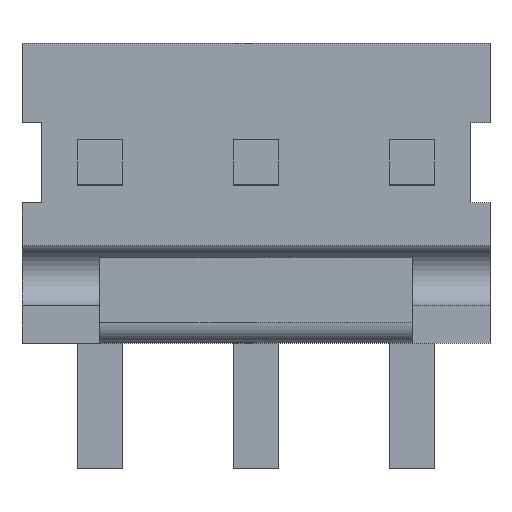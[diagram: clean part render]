
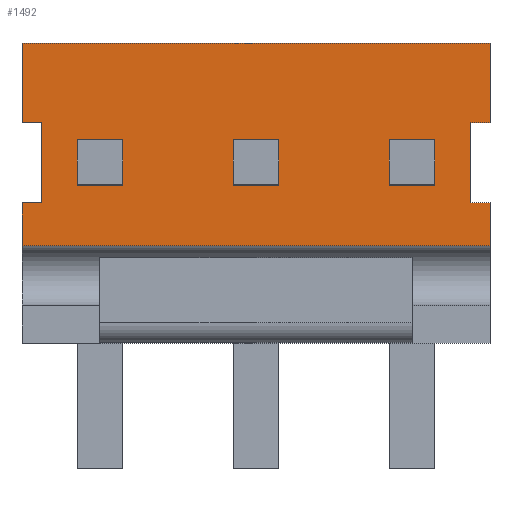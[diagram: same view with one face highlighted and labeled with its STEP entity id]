
A CAD part, top view. The second image highlights one B-rep face of the part: STEP entity #1492.
In plain terms, the highlighted planar face has unit normal (0, 0, 1).
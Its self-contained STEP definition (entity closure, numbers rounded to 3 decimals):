
#76=DIRECTION('',(0.,-1.,0.));
#77=VECTOR('',#76,1.092);
#78=CARTESIAN_POINT('',(-5.944,-1.016,0.));
#79=LINE('',#78,#77);
#133=DIRECTION('',(0.,-1.,0.));
#134=VECTOR('',#133,2.019);
#135=CARTESIAN_POINT('',(-5.944,3.035,0.));
#136=LINE('',#135,#134);
#323=DIRECTION('',(1.,0.,0.));
#324=VECTOR('',#323,0.508);
#325=CARTESIAN_POINT('',(-5.944,-1.016,0.));
#326=LINE('',#325,#324);
#327=DIRECTION('',(0.,1.,0.));
#328=VECTOR('',#327,2.032);
#329=CARTESIAN_POINT('',(-5.436,-1.016,0.));
#330=LINE('',#329,#328);
#331=DIRECTION('',(1.,0.,0.));
#332=VECTOR('',#331,0.508);
#333=CARTESIAN_POINT('',(-5.944,1.016,0.));
#334=LINE('',#333,#332);
#335=DIRECTION('',(1.,0.,0.));
#336=VECTOR('',#335,11.887);
#337=CARTESIAN_POINT('',(-5.944,3.035,0.));
#338=LINE('',#337,#336);
#339=DIRECTION('',(-1.,0.,0.));
#340=VECTOR('',#339,0.508);
#341=CARTESIAN_POINT('',(5.944,1.016,0.));
#342=LINE('',#341,#340);
#343=DIRECTION('',(0.,-1.,0.));
#344=VECTOR('',#343,2.032);
#345=CARTESIAN_POINT('',(5.436,1.016,0.));
#346=LINE('',#345,#344);
#347=DIRECTION('',(-1.,0.,0.));
#348=VECTOR('',#347,0.508);
#349=CARTESIAN_POINT('',(5.944,-1.016,0.));
#350=LINE('',#349,#348);
#351=DIRECTION('',(1.,0.,0.));
#352=VECTOR('',#351,11.887);
#353=CARTESIAN_POINT('',(-5.944,-2.108,0.));
#354=LINE('',#353,#352);
#355=DIRECTION('',(1.,0.,0.));
#356=VECTOR('',#355,1.143);
#357=CARTESIAN_POINT('',(-4.534,0.572,0.));
#358=LINE('',#357,#356);
#359=DIRECTION('',(0.,-1.,0.));
#360=VECTOR('',#359,1.143);
#361=CARTESIAN_POINT('',(-4.534,0.572,0.));
#362=LINE('',#361,#360);
#363=DIRECTION('',(-1.,0.,0.));
#364=VECTOR('',#363,1.143);
#365=CARTESIAN_POINT('',(-3.391,-0.572,0.));
#366=LINE('',#365,#364);
#367=DIRECTION('',(0.,-1.,0.));
#368=VECTOR('',#367,1.143);
#369=CARTESIAN_POINT('',(-3.391,0.572,0.));
#370=LINE('',#369,#368);
#371=DIRECTION('',(1.,0.,0.));
#372=VECTOR('',#371,1.143);
#373=CARTESIAN_POINT('',(-0.572,0.572,0.));
#374=LINE('',#373,#372);
#375=DIRECTION('',(0.,-1.,0.));
#376=VECTOR('',#375,1.143);
#377=CARTESIAN_POINT('',(-0.572,0.572,0.));
#378=LINE('',#377,#376);
#379=DIRECTION('',(-1.,0.,0.));
#380=VECTOR('',#379,1.143);
#381=CARTESIAN_POINT('',(0.572,-0.572,0.));
#382=LINE('',#381,#380);
#383=DIRECTION('',(0.,-1.,0.));
#384=VECTOR('',#383,1.143);
#385=CARTESIAN_POINT('',(0.572,0.572,0.));
#386=LINE('',#385,#384);
#387=DIRECTION('',(1.,0.,0.));
#388=VECTOR('',#387,1.143);
#389=CARTESIAN_POINT('',(3.391,0.572,0.));
#390=LINE('',#389,#388);
#391=DIRECTION('',(0.,1.,0.));
#392=VECTOR('',#391,1.143);
#393=CARTESIAN_POINT('',(3.391,-0.572,0.));
#394=LINE('',#393,#392);
#395=DIRECTION('',(-1.,0.,0.));
#396=VECTOR('',#395,1.143);
#397=CARTESIAN_POINT('',(4.534,-0.572,0.));
#398=LINE('',#397,#396);
#399=DIRECTION('',(0.,1.,0.));
#400=VECTOR('',#399,1.143);
#401=CARTESIAN_POINT('',(4.534,-0.572,0.));
#402=LINE('',#401,#400);
#427=DIRECTION('',(0.,-1.,0.));
#428=VECTOR('',#427,2.019);
#429=CARTESIAN_POINT('',(5.944,3.035,0.));
#430=LINE('',#429,#428);
#484=DIRECTION('',(0.,-1.,0.));
#485=VECTOR('',#484,1.092);
#486=CARTESIAN_POINT('',(5.944,-1.016,0.));
#487=LINE('',#486,#485);
#848=CARTESIAN_POINT('',(-5.944,3.035,0.));
#849=VERTEX_POINT('',#848);
#854=CARTESIAN_POINT('',(5.944,3.035,0.));
#855=VERTEX_POINT('',#854);
#936=CARTESIAN_POINT('',(-4.534,0.572,0.));
#937=CARTESIAN_POINT('',(-3.391,0.572,0.));
#938=VERTEX_POINT('',#936);
#939=VERTEX_POINT('',#937);
#940=CARTESIAN_POINT('',(-3.391,-0.572,0.));
#941=VERTEX_POINT('',#940);
#942=CARTESIAN_POINT('',(-4.534,-0.572,0.));
#943=VERTEX_POINT('',#942);
#976=CARTESIAN_POINT('',(-0.572,0.572,0.));
#977=CARTESIAN_POINT('',(0.572,0.572,0.));
#978=VERTEX_POINT('',#976);
#979=VERTEX_POINT('',#977);
#980=CARTESIAN_POINT('',(0.572,-0.572,0.));
#981=VERTEX_POINT('',#980);
#982=CARTESIAN_POINT('',(-0.572,-0.572,0.));
#983=VERTEX_POINT('',#982);
#1040=CARTESIAN_POINT('',(3.391,0.572,0.));
#1041=CARTESIAN_POINT('',(4.534,0.572,0.));
#1042=VERTEX_POINT('',#1040);
#1043=VERTEX_POINT('',#1041);
#1044=CARTESIAN_POINT('',(4.534,-0.572,0.));
#1045=VERTEX_POINT('',#1044);
#1046=CARTESIAN_POINT('',(3.391,-0.572,0.));
#1047=VERTEX_POINT('',#1046);
#1048=CARTESIAN_POINT('',(-5.944,-2.108,0.));
#1050=VERTEX_POINT('',#1048);
#1054=CARTESIAN_POINT('',(5.944,-2.108,0.));
#1056=VERTEX_POINT('',#1054);
#1065=CARTESIAN_POINT('',(-5.944,-1.016,0.));
#1067=VERTEX_POINT('',#1065);
#1069=CARTESIAN_POINT('',(-5.944,1.016,0.));
#1071=VERTEX_POINT('',#1069);
#1073=CARTESIAN_POINT('',(5.944,1.016,0.));
#1075=VERTEX_POINT('',#1073);
#1077=CARTESIAN_POINT('',(5.944,-1.016,0.));
#1079=VERTEX_POINT('',#1077);
#1088=CARTESIAN_POINT('',(-5.436,-1.016,0.));
#1089=VERTEX_POINT('',#1088);
#1090=CARTESIAN_POINT('',(-5.436,1.016,0.));
#1091=VERTEX_POINT('',#1090);
#1092=CARTESIAN_POINT('',(5.436,1.016,0.));
#1093=VERTEX_POINT('',#1092);
#1094=CARTESIAN_POINT('',(5.436,-1.016,0.));
#1095=VERTEX_POINT('',#1094);
#1435=CARTESIAN_POINT('',(-5.944,3.035,0.));
#1436=DIRECTION('',(0.,0.,1.));
#1437=DIRECTION('',(0.,-1.,0.));
#1438=AXIS2_PLACEMENT_3D('',#1435,#1436,#1437);
#1439=PLANE('',#1438);
#1440=ORIENTED_EDGE('',*,*,#1154,.T.);
#1442=ORIENTED_EDGE('',*,*,#1441,.T.);
#1444=ORIENTED_EDGE('',*,*,#1443,.F.);
#1445=ORIENTED_EDGE('',*,*,#1139,.F.);
#1447=ORIENTED_EDGE('',*,*,#1446,.T.);
#1449=ORIENTED_EDGE('',*,*,#1448,.T.);
#1451=ORIENTED_EDGE('',*,*,#1450,.T.);
#1453=ORIENTED_EDGE('',*,*,#1452,.T.);
#1455=ORIENTED_EDGE('',*,*,#1454,.F.);
#1457=ORIENTED_EDGE('',*,*,#1456,.T.);
#1458=ORIENTED_EDGE('',*,*,#1427,.F.);
#1459=ORIENTED_EDGE('',*,*,#1103,.F.);
#1460=EDGE_LOOP('',(#1440,#1442,#1444,#1445,#1447,#1449,#1451,#1453,#1455,#1457,
#1458,#1459));
#1461=FACE_OUTER_BOUND('',#1460,.F.);
#1463=ORIENTED_EDGE('',*,*,#1462,.F.);
#1465=ORIENTED_EDGE('',*,*,#1464,.T.);
#1467=ORIENTED_EDGE('',*,*,#1466,.F.);
#1469=ORIENTED_EDGE('',*,*,#1468,.F.);
#1470=EDGE_LOOP('',(#1463,#1465,#1467,#1469));
#1471=FACE_BOUND('',#1470,.F.);
#1473=ORIENTED_EDGE('',*,*,#1472,.F.);
#1475=ORIENTED_EDGE('',*,*,#1474,.T.);
#1477=ORIENTED_EDGE('',*,*,#1476,.F.);
#1479=ORIENTED_EDGE('',*,*,#1478,.F.);
#1480=EDGE_LOOP('',(#1473,#1475,#1477,#1479));
#1481=FACE_BOUND('',#1480,.F.);
#1483=ORIENTED_EDGE('',*,*,#1482,.F.);
#1485=ORIENTED_EDGE('',*,*,#1484,.F.);
#1487=ORIENTED_EDGE('',*,*,#1486,.F.);
#1489=ORIENTED_EDGE('',*,*,#1488,.T.);
#1490=EDGE_LOOP('',(#1483,#1485,#1487,#1489));
#1491=FACE_BOUND('',#1490,.F.);
#1492=ADVANCED_FACE('',(#1461,#1471,#1481,#1491),#1439,.T.);
#1103=EDGE_CURVE('',#1067,#1050,#79,.T.);
#1139=EDGE_CURVE('',#849,#1071,#136,.T.);
#1154=EDGE_CURVE('',#1067,#1089,#326,.T.);
#1427=EDGE_CURVE('',#1050,#1056,#354,.T.);
#1441=EDGE_CURVE('',#1089,#1091,#330,.T.);
#1443=EDGE_CURVE('',#1071,#1091,#334,.T.);
#1446=EDGE_CURVE('',#849,#855,#338,.T.);
#1448=EDGE_CURVE('',#855,#1075,#430,.T.);
#1450=EDGE_CURVE('',#1075,#1093,#342,.T.);
#1452=EDGE_CURVE('',#1093,#1095,#346,.T.);
#1454=EDGE_CURVE('',#1079,#1095,#350,.T.);
#1456=EDGE_CURVE('',#1079,#1056,#487,.T.);
#1462=EDGE_CURVE('',#938,#939,#358,.T.);
#1464=EDGE_CURVE('',#938,#943,#362,.T.);
#1466=EDGE_CURVE('',#941,#943,#366,.T.);
#1468=EDGE_CURVE('',#939,#941,#370,.T.);
#1472=EDGE_CURVE('',#978,#979,#374,.T.);
#1474=EDGE_CURVE('',#978,#983,#378,.T.);
#1476=EDGE_CURVE('',#981,#983,#382,.T.);
#1478=EDGE_CURVE('',#979,#981,#386,.T.);
#1482=EDGE_CURVE('',#1042,#1043,#390,.T.);
#1484=EDGE_CURVE('',#1047,#1042,#394,.T.);
#1486=EDGE_CURVE('',#1045,#1047,#398,.T.);
#1488=EDGE_CURVE('',#1045,#1043,#402,.T.);
